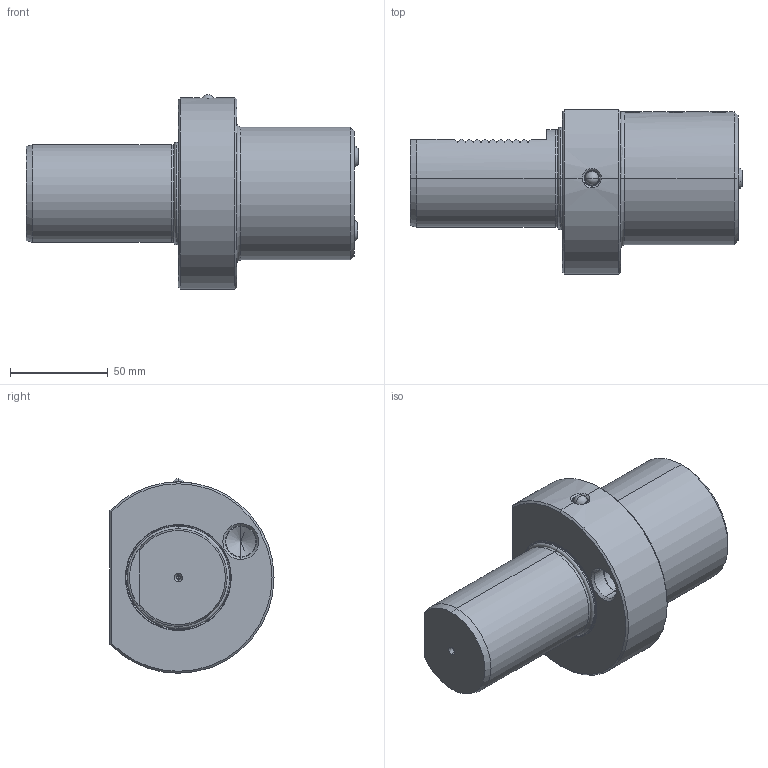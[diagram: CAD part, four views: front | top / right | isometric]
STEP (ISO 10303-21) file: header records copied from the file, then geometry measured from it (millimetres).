
FILE_DESCRIPTION (( 'STEP AP203' ), '1' );
FILE_NAME ('509.52.16.STEP', '2016-11-26T06:56:36', ( '' ), ( '' ), 'SwSTEP 2.0', 'SolidWorks 2012', '' );
FILE_SCHEMA (( 'CONFIG_CONTROL_DESIGN' ));
Length unit declared in the file: millimetre
Products named in the file (8): 509.52.16; 出水銅嘴; 管螺文螺絲; 皿頭_M5; 8止水鉚珠; VDI50        E2_16; O型環48.7; M10xP1.5x20
Assembly tree (11 placements, depth 2):
  509.52.16
    VDI50        E2_16
    O型環48.7
    M10xP1.5x20  x3
    管螺文螺絲
    8止水鉚珠
    皿頭_M5  x2
    出水銅嘴  x2
Bounding box: 170 x 84 x 99.6 mm (x, y, z)
Volume: 537639.8 mm3; surface area: 69400.3 mm2
Topology: 12 solids, 12 shells, 711 faces, 1920 edges, 1223 vertices
Faces by surface type: cylinder 351, cone 180, plane 110, bspline 49, torus 15, sphere 6
Entity records: 53802 total; most frequent: CARTESIAN_POINT 40485, ORIENTED_EDGE 3014, DIRECTION 2153, EDGE_CURVE 1507, VERTEX_POINT 959, AXIS2_PLACEMENT_3D 809, EDGE_LOOP 598, FACE_OUTER_BOUND 571
